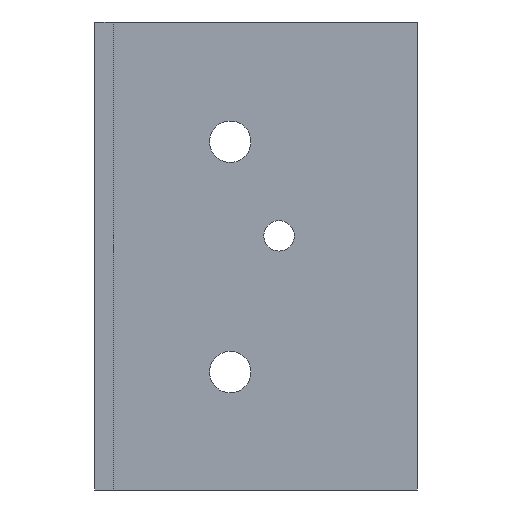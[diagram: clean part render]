
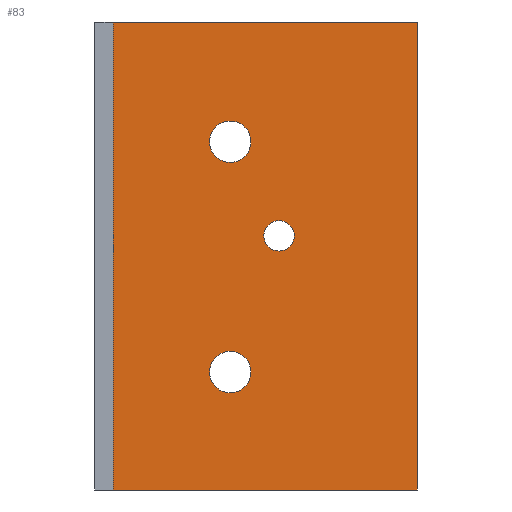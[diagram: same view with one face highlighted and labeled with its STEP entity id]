
A CAD part, front view. The second image highlights one B-rep face of the part: STEP entity #83.
In plain terms, the highlighted planar face has unit normal (0, -1, 0).
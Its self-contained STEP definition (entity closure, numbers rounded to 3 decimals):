
#44 = VERTEX_POINT ( 'NONE', #323 ) ;
#54 = EDGE_CURVE ( 'NONE', #149, #44, #315, .T. ) ;
#56 = ORIENTED_EDGE ( 'NONE', *, *, #54, .T. ) ;
#57 = ORIENTED_EDGE ( 'NONE', *, *, #229, .T. ) ;
#58 = ORIENTED_EDGE ( 'NONE', *, *, #76, .F. ) ;
#59 = ORIENTED_EDGE ( 'NONE', *, *, #151, .T. ) ;
#60 = EDGE_LOOP ( 'NONE', ( #56, #61, #58, #59 ) ) ;
#61 = ORIENTED_EDGE ( 'NONE', *, *, #75, .F. ) ;
#62 = ORIENTED_EDGE ( 'NONE', *, *, #181, .T. ) ;
#63 = EDGE_LOOP ( 'NONE', ( #67, #57 ) ) ;
#64 = EDGE_LOOP ( 'NONE', ( #66, #70 ) ) ;
#65 = EDGE_CURVE ( 'NONE', #183, #182, #366, .T. ) ;
#66 = ORIENTED_EDGE ( 'NONE', *, *, #69, .T. ) ;
#67 = ORIENTED_EDGE ( 'NONE', *, *, #68, .T. ) ;
#68 = EDGE_CURVE ( 'NONE', #98, #96, #358, .T. ) ;
#69 = EDGE_CURVE ( 'NONE', #232, #178, #353, .T. ) ;
#70 = ORIENTED_EDGE ( 'NONE', *, *, #231, .T. ) ;
#75 = EDGE_CURVE ( 'NONE', #84, #44, #345, .T. ) ;
#76 = EDGE_CURVE ( 'NONE', #152, #84, #399, .T. ) ;
#80 = EDGE_LOOP ( 'NONE', ( #81, #62 ) ) ;
#81 = ORIENTED_EDGE ( 'NONE', *, *, #65, .T. ) ;
#83 = ADVANCED_FACE ( 'NONE', ( #395, #394, #393, #392 ), #391, .F. ) ;
#84 = VERTEX_POINT ( 'NONE', #386 ) ;
#96 = VERTEX_POINT ( 'NONE', #373 ) ;
#98 = VERTEX_POINT ( 'NONE', #372 ) ;
#149 = VERTEX_POINT ( 'NONE', #486 ) ;
#151 = EDGE_CURVE ( 'NONE', #152, #149, #485, .T. ) ;
#152 = VERTEX_POINT ( 'NONE', #481 ) ;
#178 = VERTEX_POINT ( 'NONE', #506 ) ;
#181 = EDGE_CURVE ( 'NONE', #182, #183, #548, .T. ) ;
#182 = VERTEX_POINT ( 'NONE', #539 ) ;
#183 = VERTEX_POINT ( 'NONE', #538 ) ;
#229 = EDGE_CURVE ( 'NONE', #96, #98, #670, .T. ) ;
#231 = EDGE_CURVE ( 'NONE', #178, #232, #660, .T. ) ;
#232 = VERTEX_POINT ( 'NONE', #655 ) ;
#309 = DIRECTION ( 'NONE',  ( -1., 0., 0. ) ) ;
#310 = VECTOR ( 'NONE', #309, 1000. ) ;
#311 = CARTESIAN_POINT ( 'NONE',  ( 35., 2., 50.8 ) ) ;
#315 = LINE ( 'NONE', #311, #310 ) ;
#323 = CARTESIAN_POINT ( 'NONE',  ( 2., 2., 50.8 ) ) ;
#339 = DIRECTION ( 'NONE',  ( 0., 0., 1. ) ) ;
#340 = VECTOR ( 'NONE', #339, 1000. ) ;
#341 = CARTESIAN_POINT ( 'NONE',  ( 2., 2., 0. ) ) ;
#345 = LINE ( 'NONE', #341, #340 ) ;
#349 = DIRECTION ( 'NONE',  ( -1., 0., 0. ) ) ;
#350 = DIRECTION ( 'NONE',  ( 0., 1., 0. ) ) ;
#351 = CARTESIAN_POINT ( 'NONE',  ( 14.7, 2., 12.8 ) ) ;
#352 = AXIS2_PLACEMENT_3D ( 'NONE', #351, #350, #349 ) ;
#353 = CIRCLE ( 'NONE', #352, 2.25 ) ;
#354 = DIRECTION ( 'NONE',  ( -1., 0., 0. ) ) ;
#355 = DIRECTION ( 'NONE',  ( 0., 1., 0. ) ) ;
#356 = CARTESIAN_POINT ( 'NONE',  ( 14.7, 2., 37.8 ) ) ;
#357 = AXIS2_PLACEMENT_3D ( 'NONE', #356, #355, #354 ) ;
#358 = CIRCLE ( 'NONE', #357, 2.25 ) ;
#359 = DIRECTION ( 'NONE',  ( -1., 0., 0. ) ) ;
#360 = DIRECTION ( 'NONE',  ( 0., 1., 0. ) ) ;
#361 = CARTESIAN_POINT ( 'NONE',  ( 20., 2., 27.588 ) ) ;
#362 = AXIS2_PLACEMENT_3D ( 'NONE', #361, #360, #359 ) ;
#366 = CIRCLE ( 'NONE', #362, 1.65 ) ;
#372 = CARTESIAN_POINT ( 'NONE',  ( 14.7, 2., 40.05 ) ) ;
#373 = CARTESIAN_POINT ( 'NONE',  ( 14.7, 2., 35.55 ) ) ;
#386 = CARTESIAN_POINT ( 'NONE',  ( 2., 2., 0. ) ) ;
#387 = DIRECTION ( 'NONE',  ( -1., 0., 0. ) ) ;
#388 = DIRECTION ( 'NONE',  ( 0., 1., 0. ) ) ;
#389 = CARTESIAN_POINT ( 'NONE',  ( 35., 2., 0. ) ) ;
#390 = AXIS2_PLACEMENT_3D ( 'NONE', #389, #388, #387 ) ;
#391 = PLANE ( 'NONE',  #390 ) ;
#392 = FACE_OUTER_BOUND ( 'NONE', #60, .T. ) ;
#393 = FACE_BOUND ( 'NONE', #63, .T. ) ;
#394 = FACE_BOUND ( 'NONE', #64, .T. ) ;
#395 = FACE_BOUND ( 'NONE', #80, .T. ) ;
#396 = DIRECTION ( 'NONE',  ( -1., 0., 0. ) ) ;
#397 = VECTOR ( 'NONE', #396, 1000. ) ;
#398 = CARTESIAN_POINT ( 'NONE',  ( 35., 2., 0. ) ) ;
#399 = LINE ( 'NONE', #398, #397 ) ;
#481 = CARTESIAN_POINT ( 'NONE',  ( 35., 2., 0. ) ) ;
#482 = DIRECTION ( 'NONE',  ( 0., 0., 1. ) ) ;
#483 = VECTOR ( 'NONE', #482, 1000. ) ;
#484 = CARTESIAN_POINT ( 'NONE',  ( 35., 2., 0. ) ) ;
#485 = LINE ( 'NONE', #484, #483 ) ;
#486 = CARTESIAN_POINT ( 'NONE',  ( 35., 2., 50.8 ) ) ;
#506 = CARTESIAN_POINT ( 'NONE',  ( 14.7, 2., 10.55 ) ) ;
#538 = CARTESIAN_POINT ( 'NONE',  ( 20., 2., 29.238 ) ) ;
#539 = CARTESIAN_POINT ( 'NONE',  ( 20., 2., 25.938 ) ) ;
#540 = DIRECTION ( 'NONE',  ( -1., 0., 0. ) ) ;
#541 = DIRECTION ( 'NONE',  ( 0., 1., 0. ) ) ;
#542 = CARTESIAN_POINT ( 'NONE',  ( 20., 2., 27.588 ) ) ;
#543 = AXIS2_PLACEMENT_3D ( 'NONE', #542, #541, #540 ) ;
#548 = CIRCLE ( 'NONE', #543, 1.65 ) ;
#655 = CARTESIAN_POINT ( 'NONE',  ( 14.7, 2., 15.05 ) ) ;
#656 = DIRECTION ( 'NONE',  ( -1., 0., 0. ) ) ;
#657 = DIRECTION ( 'NONE',  ( 0., 1., 0. ) ) ;
#658 = CARTESIAN_POINT ( 'NONE',  ( 14.7, 2., 12.8 ) ) ;
#659 = AXIS2_PLACEMENT_3D ( 'NONE', #658, #657, #656 ) ;
#660 = CIRCLE ( 'NONE', #659, 2.25 ) ;
#661 = DIRECTION ( 'NONE',  ( -1., 0., 0. ) ) ;
#662 = DIRECTION ( 'NONE',  ( 0., 1., 0. ) ) ;
#663 = CARTESIAN_POINT ( 'NONE',  ( 14.7, 2., 37.8 ) ) ;
#664 = AXIS2_PLACEMENT_3D ( 'NONE', #663, #662, #661 ) ;
#670 = CIRCLE ( 'NONE', #664, 2.25 ) ;
